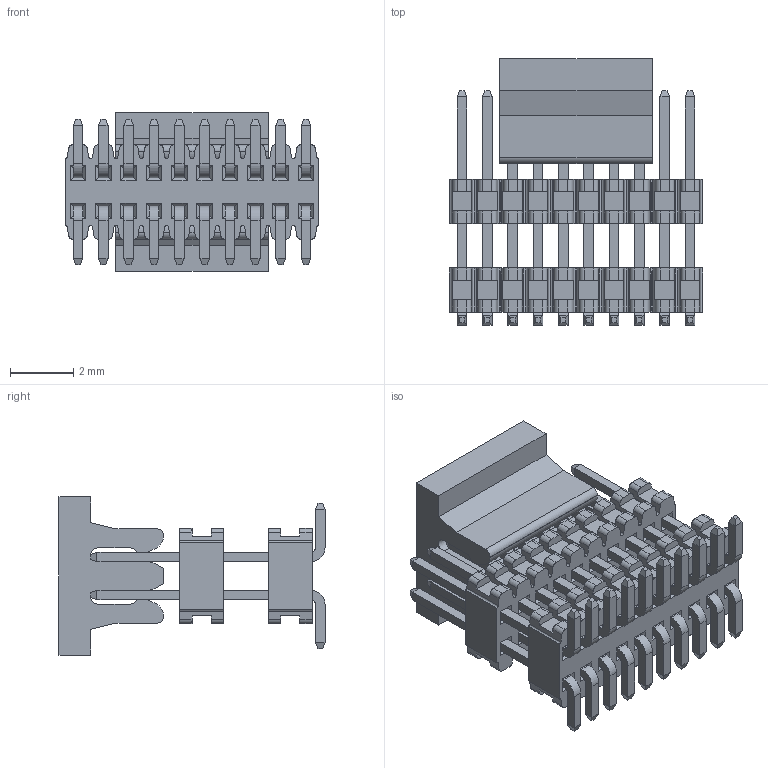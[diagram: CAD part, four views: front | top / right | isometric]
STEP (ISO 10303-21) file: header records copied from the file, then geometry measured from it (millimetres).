
FILE_DESCRIPTION( ('This file contains a STEP AP42 implementation' ,'as created by ZW3D STEP Interface translator.') ,'2;1' );
FILE_NAME( '1614-2210XXM088XX01ÎÞÖù).stp' ,'23 313. 92119', (''), ('ZWCAD Software Co.'), 'Version 1.0', 'ZW3D to STEP translator', '' );
FILE_SCHEMA(('AUTOMOTIVE_DESIGN { 1 0 10303 214 1 1 1 1 }'));
Length unit declared in the file: millimetre
Products named in the file (2): 0; 1614-2210XXM088XX01拸翐)
Bounding box: 8 x 8.4 x 5 mm (x, y, z)
Volume: 117.5 mm3; surface area: 590.4 mm2
Topology: 23 solids, 23 shells, 1278 faces, 3304 edges, 2072 vertices
Faces by surface type: plane 986, cylinder 292
Entity records: 39776 total; most frequent: CARTESIAN_POINT 6691, ORIENTED_EDGE 6644, DIRECTION 6464, EDGE_CURVE 3322, VECTOR 2738, LINE 2738, VERTEX_POINT 2090, AXIS2_PLACEMENT_3D 1863
